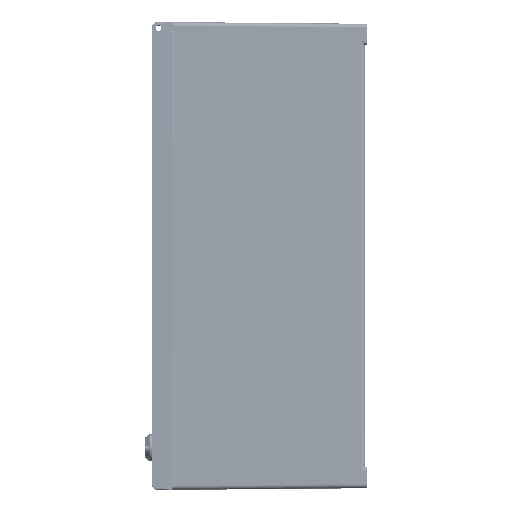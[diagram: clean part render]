
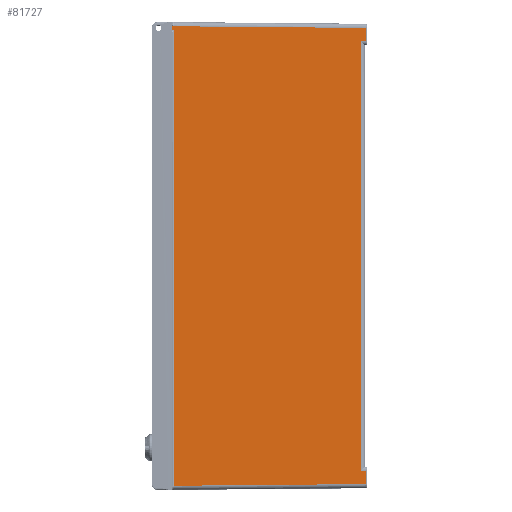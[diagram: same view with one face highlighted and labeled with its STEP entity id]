
A CAD part, left-side view. The second image highlights one B-rep face of the part: STEP entity #81727.
In plain terms, the highlighted planar face has unit normal (-1, -0.018, 0).
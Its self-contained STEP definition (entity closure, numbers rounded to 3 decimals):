
#2170=CARTESIAN_POINT('',(-285.217,-1.017,
229.503));
#2199=CARTESIAN_POINT('',(-285.311,4.421,229.449));
#2211=DIRECTION('',(0.,0.,1.));
#2212=VECTOR('',#2211,458.894);
#2213=CARTESIAN_POINT('',(-285.311,4.417,
-229.445));
#2214=LINE('',#2213,#2212);
#2225=CARTESIAN_POINT('',(-285.217,-1.014,
-229.506));
#2230=DIRECTION('',(-0.017,1.,0.011));
#2231=VECTOR('',#2230,5.432);
#2232=CARTESIAN_POINT('',(-285.217,-1.014,
-229.506));
#2233=LINE('',#2232,#2231);
#2237=CARTESIAN_POINT('',(-285.311,4.417,
-229.445));
#29252=CARTESIAN_POINT('',(-288.796,204.035,
240.971));
#29257=DIRECTION('',(0.,0.,-1.));
#29258=VECTOR('',#29257,486.419);
#29259=CARTESIAN_POINT('',(-288.796,204.035,
240.971));
#29260=LINE('',#29259,#29258);
#29281=DIRECTION('',(-0.017,1.,0.017));
#29282=VECTOR('',#29281,9.968);
#29283=CARTESIAN_POINT('',(-288.796,204.035,
240.971));
#29284=LINE('',#29283,#29282);
#29288=DIRECTION('',(0.,0.,1.));
#29289=VECTOR('',#29288,4.221);
#29290=CARTESIAN_POINT('',(-288.97,214.,241.145));
#29291=LINE('',#29290,#29289);
#29295=DIRECTION('',(0.017,-1.,0.017));
#29296=VECTOR('',#29295,9.938);
#29297=CARTESIAN_POINT('',(-288.97,214.,245.366));
#29298=LINE('',#29297,#29296);
#29302=DIRECTION('',(0.017,-1.,-0.009));
#29303=VECTOR('',#29302,205.088);
#29304=CARTESIAN_POINT('',(-288.796,204.035,
245.448));
#29305=LINE('',#29304,#29303);
#29309=DIRECTION('',(0.,0.,-1.));
#29310=VECTOR('',#29309,14.156);
#29311=CARTESIAN_POINT('',(-285.217,-1.014,
243.659));
#29312=LINE('',#29311,#29310);
#29316=DIRECTION('',(-0.017,1.,-0.01));
#29317=VECTOR('',#29316,5.439);
#29318=CARTESIAN_POINT('',(-285.217,-1.017,
229.503));
#29319=LINE('',#29318,#29317);
#29323=DIRECTION('',(0.,0.,-1.));
#29324=VECTOR('',#29323,14.153);
#29325=CARTESIAN_POINT('',(-285.217,-1.014,
-229.506));
#29326=LINE('',#29325,#29324);
#29330=DIRECTION('',(-0.017,1.,-0.009));
#29331=VECTOR('',#29330,205.091);
#29332=CARTESIAN_POINT('',(-285.217,-1.017,
-243.659));
#29333=LINE('',#29332,#29331);
#29562=CARTESIAN_POINT('',(-288.796,204.035,
245.448));
#29563=CARTESIAN_POINT('',(-288.796,204.035,
245.463));
#29564=CARTESIAN_POINT('',(-288.796,204.02,
245.494));
#29565=CARTESIAN_POINT('',(-288.796,204.065,
245.523));
#29566=CARTESIAN_POINT('',(-288.796,204.065,
245.539));
#29703=CARTESIAN_POINT('',(-285.217,-1.017,
-243.659));
#34517=VERTEX_POINT('',#2170);
#34524=VERTEX_POINT('',#2199);
#34525=VERTEX_POINT('',#2237);
#34527=VERTEX_POINT('',#2225);
#34579=VERTEX_POINT('',#29703);
#37721=VERTEX_POINT('',#29252);
#37722=CARTESIAN_POINT('',(-288.796,204.035,
-245.448));
#37723=VERTEX_POINT('',#37722);
#37724=CARTESIAN_POINT('',(-288.97,214.,241.145));
#37725=VERTEX_POINT('',#37724);
#37726=CARTESIAN_POINT('',(-288.97,214.,245.366));
#37727=VERTEX_POINT('',#37726);
#37728=CARTESIAN_POINT('',(-288.796,204.065,
245.539));
#37729=VERTEX_POINT('',#37728);
#37730=CARTESIAN_POINT('',(-288.796,204.035,
245.448));
#37731=CARTESIAN_POINT('',(-285.217,-1.014,
243.659));
#37732=VERTEX_POINT('',#37730);
#37733=VERTEX_POINT('',#37731);
#81700=CARTESIAN_POINT('',(-288.83,206.,-259.763));
#81701=DIRECTION('',(-1.,-0.017,0.));
#81702=DIRECTION('',(0.,0.,-1.));
#81703=AXIS2_PLACEMENT_3D('',#81700,#81701,#81702);
#81704=PLANE('',#81703);
#81706=ORIENTED_EDGE('',*,*,#81705,.T.);
#81708=ORIENTED_EDGE('',*,*,#81707,.T.);
#81710=ORIENTED_EDGE('',*,*,#81709,.T.);
#81712=ORIENTED_EDGE('',*,*,#81711,.F.);
#81714=ORIENTED_EDGE('',*,*,#81713,.T.);
#81716=ORIENTED_EDGE('',*,*,#81715,.T.);
#81717=ORIENTED_EDGE('',*,*,#39313,.T.);
#81718=ORIENTED_EDGE('',*,*,#39333,.F.);
#81719=ORIENTED_EDGE('',*,*,#39353,.F.);
#81721=ORIENTED_EDGE('',*,*,#81720,.T.);
#81723=ORIENTED_EDGE('',*,*,#81722,.T.);
#81724=ORIENTED_EDGE('',*,*,#81684,.F.);
#81725=EDGE_LOOP('',(#81706,#81708,#81710,#81712,#81714,#81716,#81717,#81718,
#81719,#81721,#81723,#81724));
#81726=FACE_OUTER_BOUND('',#81725,.F.);
#29567=B_SPLINE_CURVE_WITH_KNOTS('',3,(#29562,#29563,#29564,#29565,#29566),
.UNSPECIFIED.,.F.,.F.,(4,1,4),(0.,0.5,1.),.UNSPECIFIED.);
#39313=EDGE_CURVE('',#34517,#34524,#29319,.T.);
#39333=EDGE_CURVE('',#34525,#34524,#2214,.T.);
#39353=EDGE_CURVE('',#34527,#34525,#2233,.T.);
#81684=EDGE_CURVE('',#37721,#37723,#29260,.T.);
#81705=EDGE_CURVE('',#37721,#37725,#29284,.T.);
#81707=EDGE_CURVE('',#37725,#37727,#29291,.T.);
#81709=EDGE_CURVE('',#37727,#37729,#29298,.T.);
#81711=EDGE_CURVE('',#37732,#37729,#29567,.T.);
#81713=EDGE_CURVE('',#37732,#37733,#29305,.T.);
#81715=EDGE_CURVE('',#37733,#34517,#29312,.T.);
#81720=EDGE_CURVE('',#34527,#34579,#29326,.T.);
#81722=EDGE_CURVE('',#34579,#37723,#29333,.T.);
#81727=ADVANCED_FACE('',(#81726),#81704,.T.);
